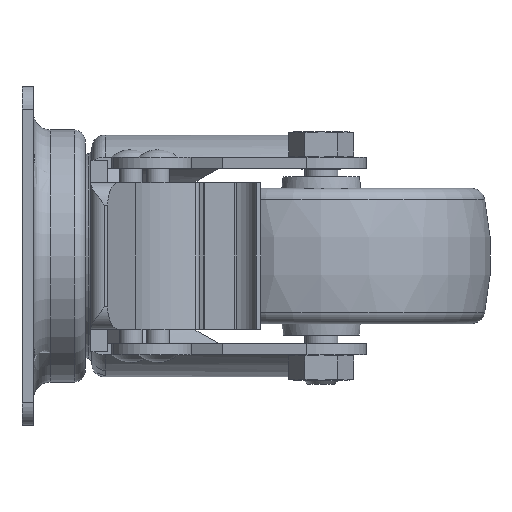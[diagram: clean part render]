
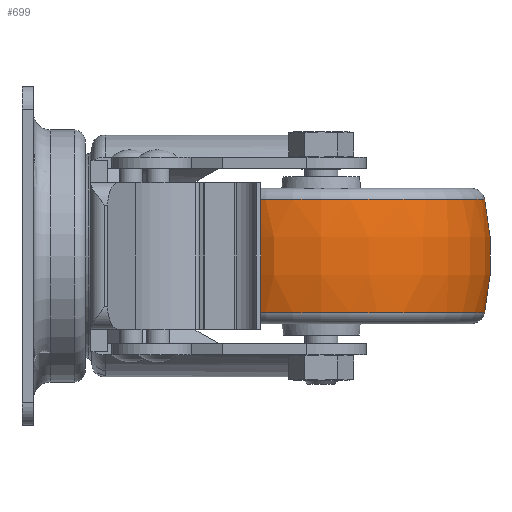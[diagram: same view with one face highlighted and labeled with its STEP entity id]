
A CAD part, left-side view. The second image highlights one B-rep face of the part: STEP entity #699.
In plain terms, the highlighted free-form (B-spline) face has degree [3, 3] with [4, 7] control points.
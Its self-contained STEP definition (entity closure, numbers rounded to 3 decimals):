
#699 = ADVANCED_FACE( '', ( #1445, #1446 ), #1447, .T. );
#1445 = FACE_OUTER_BOUND( '', #2234, .T. );
#1446 = FACE_OUTER_BOUND( '', #2235, .T. );
#1447 = ( BOUNDED_SURFACE(  )B_SPLINE_SURFACE( 3, 3, ( ( #2238, #2239, #2240, #2241, #2242, #2243, #2244 ), ( #2245, #2246, #2247, #2248, #2249, #2250, #2251 ), ( #2252, #2253, #2254, #2255, #2256, #2257, #2258 ), ( #2259, #2260, #2261, #2262, #2263, #2264, #2265 ) ), .UNSPECIFIED., .F., .T., .F. )B_SPLINE_SURFACE_WITH_KNOTS( ( 4, 4 ), ( 4, 3, 4 ), ( 0., 6.283 ), ( -0.21, 0., 0.21 ), .UNSPECIFIED. )GEOMETRIC_REPRESENTATION_ITEM(  )RATIONAL_B_SPLINE_SURFACE( ( ( 1., 0.333, 0.333, 1., 0.333, 0.333, 1. ), ( 0.985, 0.328, 0.328, 0.985, 0.328, 0.328, 0.985 ), ( 0.985, 0.328, 0.328, 0.985, 0.328, 0.328, 0.985 ), ( 1., 0.333, 0.333, 1., 0.333, 0.333, 1. ) ) )REPRESENTATION_ITEM( '' )SURFACE(  ) );
#2234 = EDGE_LOOP( '', ( #3846 ) );
#2235 = EDGE_LOOP( '', ( #3847 ) );
#2238 = CARTESIAN_POINT( '', ( 24.021, 0., -28.945 ) );
#2239 = CARTESIAN_POINT( '', ( 24.021, 57.89, -28.945 ) );
#2240 = CARTESIAN_POINT( '', ( 24.021, 57.89, 28.945 ) );
#2241 = CARTESIAN_POINT( '', ( 24.021, 0., 28.945 ) );
#2242 = CARTESIAN_POINT( '', ( 24.021, -57.89, 28.945 ) );
#2243 = CARTESIAN_POINT( '', ( 24.021, -57.89, -28.945 ) );
#2244 = CARTESIAN_POINT( '', ( 24.021, 0., -28.945 ) );
#2245 = CARTESIAN_POINT( '', ( 17.39, 0., -30.357 ) );
#2246 = CARTESIAN_POINT( '', ( 17.39, 60.714, -30.357 ) );
#2247 = CARTESIAN_POINT( '', ( 17.39, 60.714, 30.357 ) );
#2248 = CARTESIAN_POINT( '', ( 17.39, 0., 30.357 ) );
#2249 = CARTESIAN_POINT( '', ( 17.39, -60.714, 30.357 ) );
#2250 = CARTESIAN_POINT( '', ( 17.39, -60.714, -30.357 ) );
#2251 = CARTESIAN_POINT( '', ( 17.39, 0., -30.357 ) );
#2252 = CARTESIAN_POINT( '', ( 10.61, 0., -30.357 ) );
#2253 = CARTESIAN_POINT( '', ( 10.61, 60.714, -30.357 ) );
#2254 = CARTESIAN_POINT( '', ( 10.61, 60.714, 30.357 ) );
#2255 = CARTESIAN_POINT( '', ( 10.61, 0., 30.357 ) );
#2256 = CARTESIAN_POINT( '', ( 10.61, -60.714, 30.357 ) );
#2257 = CARTESIAN_POINT( '', ( 10.61, -60.714, -30.357 ) );
#2258 = CARTESIAN_POINT( '', ( 10.61, 0., -30.357 ) );
#2259 = CARTESIAN_POINT( '', ( 3.979, 0., -28.945 ) );
#2260 = CARTESIAN_POINT( '', ( 3.979, 57.89, -28.945 ) );
#2261 = CARTESIAN_POINT( '', ( 3.979, 57.89, 28.945 ) );
#2262 = CARTESIAN_POINT( '', ( 3.979, 0., 28.945 ) );
#2263 = CARTESIAN_POINT( '', ( 3.979, -57.89, 28.945 ) );
#2264 = CARTESIAN_POINT( '', ( 3.979, -57.89, -28.945 ) );
#2265 = CARTESIAN_POINT( '', ( 3.979, 0., -28.945 ) );
#3846 = ORIENTED_EDGE( '', *, *, #4957, .T. );
#3847 = ORIENTED_EDGE( '', *, *, #4958, .F. );
#4957 = EDGE_CURVE( '', #5996, #5996, #5997, .T. );
#4958 = EDGE_CURVE( '', #5998, #5998, #5999, .T. );
#5996 = VERTEX_POINT( '', #7791 );
#5997 = CIRCLE( '', #7792, 28.945 );
#5998 = VERTEX_POINT( '', #7793 );
#5999 = CIRCLE( '', #7794, 28.945 );
#7791 = CARTESIAN_POINT( '', ( 3.979, 0., -28.945 ) );
#7792 = AXIS2_PLACEMENT_3D( '', #8656, #8657, #8658 );
#7793 = CARTESIAN_POINT( '', ( 24.021, 0., -28.945 ) );
#7794 = AXIS2_PLACEMENT_3D( '', #8659, #8660, #8661 );
#8656 = CARTESIAN_POINT( '', ( 3.979, 0., 0. ) );
#8657 = DIRECTION( '', ( 1., 0., 0. ) );
#8658 = DIRECTION( '', ( 0., 0., -1. ) );
#8659 = CARTESIAN_POINT( '', ( 24.021, 0., 0. ) );
#8660 = DIRECTION( '', ( 1., 0., 0. ) );
#8661 = DIRECTION( '', ( 0., 0., -1. ) );
